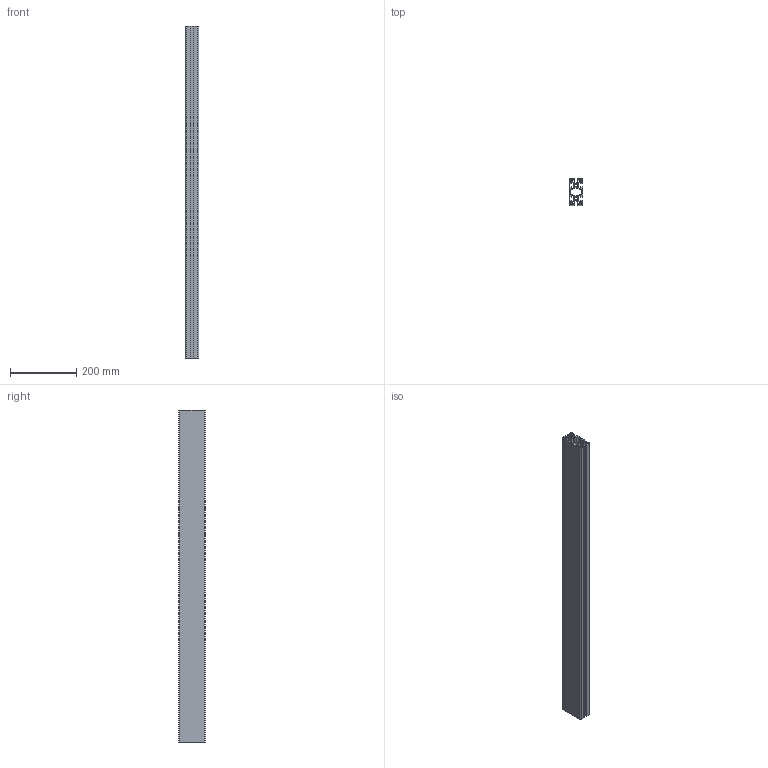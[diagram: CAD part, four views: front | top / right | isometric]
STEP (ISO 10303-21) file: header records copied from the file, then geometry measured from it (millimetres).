
FILE_DESCRIPTION(/* description */ (''),/* implementation_level */ '2;1');
FILE_NAME(/* name */ '80083_KriTec_Profil_10_80x40_2N_leicht.stp',/* time_stamp */ '2021-07-23T16:07:03+02:00',/* author */ ('Nell'),/* organization */ (''),/* preprocessor_version */ 'ST-DEVELOPER v17',/* originating_system */ 'Autodesk Inventor 2018',/* authorisation */ '');
FILE_SCHEMA (('AUTOMOTIVE_DESIGN { 1 0 10303 214 3 1 1 }'));
Length unit declared in the file: millimetre
Products named in the file (1): 80083_KriTec_Profil_10_80x40_2N_leicht
Bounding box: 40 x 80 x 1000 mm (x, y, z)
Volume: 1028489.5 mm3; surface area: 872697.1 mm2
Topology: 1 solids, 1 shells, 190 faces, 564 edges, 376 vertices
Faces by surface type: plane 170, cylinder 20
Entity records: 6343 total; most frequent: CARTESIAN_POINT 1131, ORIENTED_EDGE 1128, DIRECTION 986, EDGE_CURVE 564, LINE 524, VECTOR 524, VERTEX_POINT 376, AXIS2_PLACEMENT_3D 231
